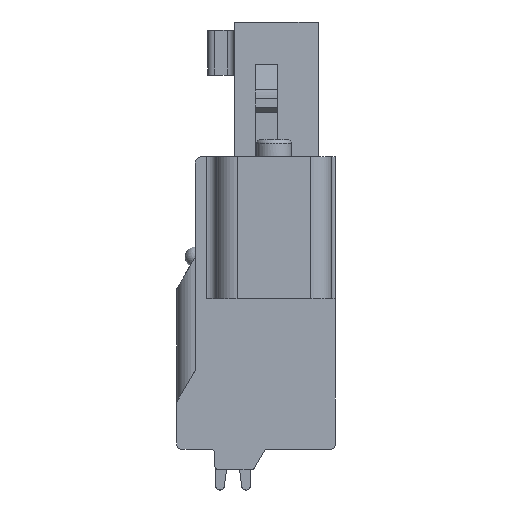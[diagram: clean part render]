
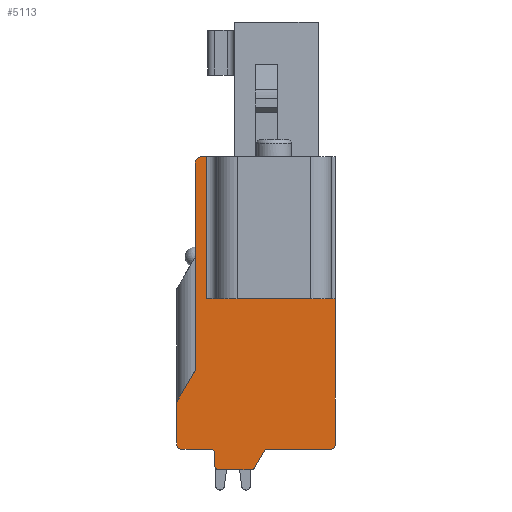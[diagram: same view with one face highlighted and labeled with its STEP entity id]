
A CAD part, front view. The second image highlights one B-rep face of the part: STEP entity #5113.
In plain terms, the highlighted planar face has unit normal (0, -1, 0).
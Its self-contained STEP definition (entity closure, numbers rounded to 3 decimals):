
#94=DIRECTION('',(-1.,0.,0.));
#95=VECTOR('',#94,0.25);
#96=CARTESIAN_POINT('',(-6.3,-11.43,0.));
#97=LINE('',#96,#95);
#565=DIRECTION('',(0.,0.,-1.));
#566=VECTOR('',#565,10.141);
#567=CARTESIAN_POINT('',(-6.85,-11.43,
-0.3));
#568=LINE('',#567,#566);
#617=DIRECTION('',(0.,0.,-1.));
#618=VECTOR('',#617,2.1);
#619=CARTESIAN_POINT('',(-7.75,-11.43,-12.));
#620=LINE('',#619,#618);
#633=DIRECTION('',(1.,0.,0.));
#634=VECTOR('',#633,1.45);
#635=CARTESIAN_POINT('',(-7.55,-11.43,-14.3));
#636=LINE('',#635,#634);
#641=DIRECTION('',(1.,0.,0.));
#642=VECTOR('',#641,3.107);
#643=CARTESIAN_POINT('',(-3.307,-11.43,-14.3));
#644=LINE('',#643,#642);
#697=DIRECTION('',(0.,0.,1.));
#698=VECTOR('',#697,7.15);
#699=CARTESIAN_POINT('',(0.,-11.43,-14.1));
#700=LINE('',#699,#698);
#1178=DIRECTION('',(1.,0.,0.));
#1179=VECTOR('',#1178,6.3);
#1180=CARTESIAN_POINT('',(-6.3,-11.43,-6.95));
#1181=LINE('',#1180,#1179);
#1182=CARTESIAN_POINT('',(-0.2,-11.43,-14.1));
#1183=DIRECTION('',(0.,1.,0.));
#1184=DIRECTION('',(1.,0.,0.));
#1185=AXIS2_PLACEMENT_3D('',#1182,#1183,#1184);
#1187=CARTESIAN_POINT('',(-3.307,-11.43,-14.5));
#1188=DIRECTION('',(0.,-1.,0.));
#1189=DIRECTION('',(0.,0.,1.));
#1190=AXIS2_PLACEMENT_3D('',#1187,#1188,#1189);
#1192=DIRECTION('',(-0.5,0.,-0.866));
#1193=VECTOR('',#1192,0.924);
#1194=CARTESIAN_POINT('',(-3.48,-11.43,
-14.4));
#1195=LINE('',#1194,#1193);
#1196=CARTESIAN_POINT('',(-4.115,-11.43,-15.1));
#1197=DIRECTION('',(0.,1.,0.));
#1198=DIRECTION('',(0.866,0.,-0.5));
#1199=AXIS2_PLACEMENT_3D('',#1196,#1197,#1198);
#1201=CARTESIAN_POINT('',(-5.7,-11.43,-15.1));
#1202=DIRECTION('',(0.,1.,0.));
#1203=DIRECTION('',(0.,0.,-1.));
#1204=AXIS2_PLACEMENT_3D('',#1201,#1202,#1203);
#1206=CARTESIAN_POINT('',(-6.1,-11.43,-14.5));
#1207=DIRECTION('',(0.,-1.,0.));
#1208=DIRECTION('',(1.,0.,0.));
#1209=AXIS2_PLACEMENT_3D('',#1206,#1207,#1208);
#1211=CARTESIAN_POINT('',(-7.55,-11.43,-14.1));
#1212=DIRECTION('',(0.,1.,0.));
#1213=DIRECTION('',(0.,0.,-1.));
#1214=AXIS2_PLACEMENT_3D('',#1211,#1212,#1213);
#1216=DIRECTION('',(0.5,0.,0.866));
#1217=VECTOR('',#1216,1.8);
#1218=CARTESIAN_POINT('',(-7.75,-11.43,-12.));
#1219=LINE('',#1218,#1217);
#1220=CARTESIAN_POINT('',(-6.55,-11.43,-0.3));
#1221=DIRECTION('',(0.,1.,0.));
#1222=DIRECTION('',(-1.,0.,0.));
#1223=AXIS2_PLACEMENT_3D('',#1220,#1221,#1222);
#1229=DIRECTION('',(0.,0.,1.));
#1230=VECTOR('',#1229,6.95);
#1231=CARTESIAN_POINT('',(-6.3,-11.43,-6.95));
#1232=LINE('',#1231,#1230);
#1515=DIRECTION('',(0.,0.,-1.));
#1516=VECTOR('',#1515,0.6);
#1517=CARTESIAN_POINT('',(-5.9,-11.43,-14.5));
#1518=LINE('',#1517,#1516);
#1527=DIRECTION('',(1.,0.,0.));
#1528=VECTOR('',#1527,1.585);
#1529=CARTESIAN_POINT('',(-5.7,-11.43,-15.3));
#1530=LINE('',#1529,#1528);
#2800=CARTESIAN_POINT('',(-6.3,-11.43,0.));
#2801=VERTEX_POINT('',#2800);
#2802=CARTESIAN_POINT('',(-6.55,-11.43,0.));
#2803=VERTEX_POINT('',#2802);
#2852=CARTESIAN_POINT('',(0.,-11.43,-14.1));
#2853=CARTESIAN_POINT('',(0.,-11.43,-6.95));
#2854=VERTEX_POINT('',#2852);
#2855=VERTEX_POINT('',#2853);
#2856=CARTESIAN_POINT('',(-0.2,-11.43,-14.3));
#2857=VERTEX_POINT('',#2856);
#2858=CARTESIAN_POINT('',(-7.55,-11.43,-14.3));
#2859=CARTESIAN_POINT('',(-6.1,-11.43,-14.3));
#2860=VERTEX_POINT('',#2858);
#2861=VERTEX_POINT('',#2859);
#2866=CARTESIAN_POINT('',(-3.307,-11.43,-14.3));
#2867=VERTEX_POINT('',#2866);
#2971=CARTESIAN_POINT('',(-7.75,-11.43,-14.1));
#2972=VERTEX_POINT('',#2971);
#2981=CARTESIAN_POINT('',(-7.75,-11.43,-12.));
#2982=VERTEX_POINT('',#2981);
#2988=CARTESIAN_POINT('',(-6.85,-11.43,
-0.3));
#2989=VERTEX_POINT('',#2988);
#2990=CARTESIAN_POINT('',(-6.85,-11.43,
-10.441));
#2991=VERTEX_POINT('',#2990);
#3106=CARTESIAN_POINT('',(-6.3,-11.43,-6.95));
#3107=VERTEX_POINT('',#3106);
#3108=CARTESIAN_POINT('',(-3.48,-11.43,
-14.4));
#3109=VERTEX_POINT('',#3108);
#3110=CARTESIAN_POINT('',(-3.942,-11.43,
-15.2));
#3111=VERTEX_POINT('',#3110);
#3112=CARTESIAN_POINT('',(-4.115,-11.43,-15.3));
#3113=VERTEX_POINT('',#3112);
#3114=CARTESIAN_POINT('',(-5.7,-11.43,-15.3));
#3115=VERTEX_POINT('',#3114);
#3116=CARTESIAN_POINT('',(-5.9,-11.43,-15.1));
#3117=VERTEX_POINT('',#3116);
#3118=CARTESIAN_POINT('',(-5.9,-11.43,-14.5));
#3119=VERTEX_POINT('',#3118);
#5076=CARTESIAN_POINT('',(0.,-11.43,0.));
#5077=DIRECTION('',(0.,1.,0.));
#5078=DIRECTION('',(1.,0.,0.));
#5079=AXIS2_PLACEMENT_3D('',#5076,#5077,#5078);
#5080=PLANE('',#5079);
#5082=ORIENTED_EDGE('',*,*,#5081,.F.);
#5084=ORIENTED_EDGE('',*,*,#5083,.T.);
#5085=ORIENTED_EDGE('',*,*,#4480,.F.);
#5086=ORIENTED_EDGE('',*,*,#4464,.T.);
#5087=ORIENTED_EDGE('',*,*,#4407,.F.);
#5089=ORIENTED_EDGE('',*,*,#5088,.T.);
#5091=ORIENTED_EDGE('',*,*,#5090,.T.);
#5093=ORIENTED_EDGE('',*,*,#5092,.T.);
#5095=ORIENTED_EDGE('',*,*,#5094,.F.);
#5097=ORIENTED_EDGE('',*,*,#5096,.T.);
#5099=ORIENTED_EDGE('',*,*,#5098,.F.);
#5101=ORIENTED_EDGE('',*,*,#5100,.T.);
#5102=ORIENTED_EDGE('',*,*,#4399,.F.);
#5103=ORIENTED_EDGE('',*,*,#4376,.T.);
#5104=ORIENTED_EDGE('',*,*,#4361,.F.);
#5106=ORIENTED_EDGE('',*,*,#5105,.T.);
#5107=ORIENTED_EDGE('',*,*,#4301,.F.);
#5109=ORIENTED_EDGE('',*,*,#5108,.T.);
#5110=ORIENTED_EDGE('',*,*,#3648,.F.);
#5111=EDGE_LOOP('',(#5082,#5084,#5085,#5086,#5087,#5089,#5091,#5093,#5095,#5097,
#5099,#5101,#5102,#5103,#5104,#5106,#5107,#5109,#5110));
#5112=FACE_OUTER_BOUND('',#5111,.F.);
#1186=CIRCLE('',#1185,0.2);
#1191=CIRCLE('',#1190,0.2);
#1200=CIRCLE('',#1199,0.2);
#1205=CIRCLE('',#1204,0.2);
#1210=CIRCLE('',#1209,0.2);
#1215=CIRCLE('',#1214,0.2);
#1224=CIRCLE('',#1223,0.3);
#3648=EDGE_CURVE('',#2801,#2803,#97,.T.);
#4301=EDGE_CURVE('',#2989,#2991,#568,.T.);
#4361=EDGE_CURVE('',#2982,#2972,#620,.T.);
#4376=EDGE_CURVE('',#2860,#2972,#1215,.T.);
#4399=EDGE_CURVE('',#2860,#2861,#636,.T.);
#4407=EDGE_CURVE('',#2867,#2857,#644,.T.);
#4464=EDGE_CURVE('',#2854,#2857,#1186,.T.);
#4480=EDGE_CURVE('',#2854,#2855,#700,.T.);
#5081=EDGE_CURVE('',#3107,#2801,#1232,.T.);
#5083=EDGE_CURVE('',#3107,#2855,#1181,.T.);
#5088=EDGE_CURVE('',#2867,#3109,#1191,.T.);
#5090=EDGE_CURVE('',#3109,#3111,#1195,.T.);
#5092=EDGE_CURVE('',#3111,#3113,#1200,.T.);
#5094=EDGE_CURVE('',#3115,#3113,#1530,.T.);
#5096=EDGE_CURVE('',#3115,#3117,#1205,.T.);
#5098=EDGE_CURVE('',#3119,#3117,#1518,.T.);
#5100=EDGE_CURVE('',#3119,#2861,#1210,.T.);
#5105=EDGE_CURVE('',#2982,#2991,#1219,.T.);
#5108=EDGE_CURVE('',#2989,#2803,#1224,.T.);
#5113=ADVANCED_FACE('',(#5112),#5080,.F.);
